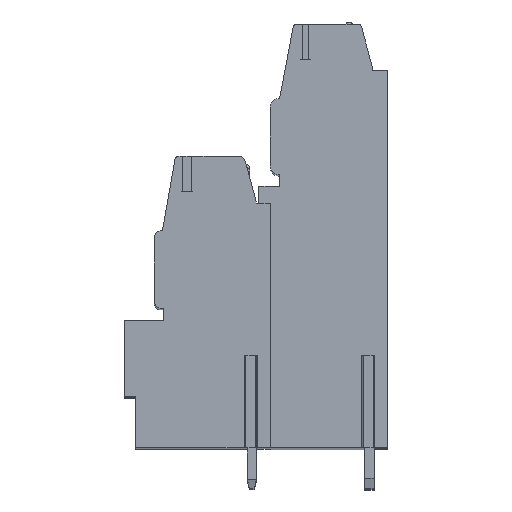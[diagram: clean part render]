
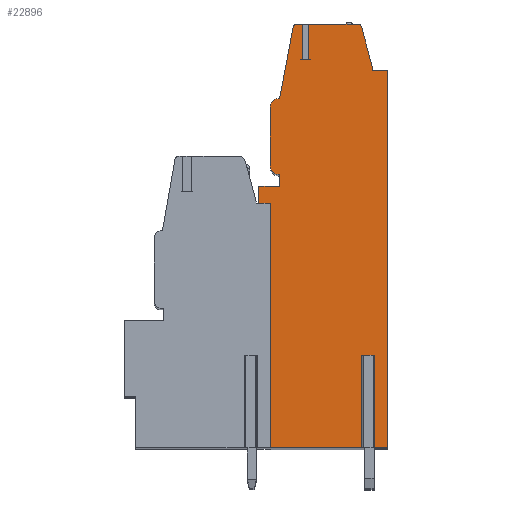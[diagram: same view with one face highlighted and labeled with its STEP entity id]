
A CAD part, top view. The second image highlights one B-rep face of the part: STEP entity #22896.
In plain terms, the highlighted planar face has unit normal (0, 0, 1).
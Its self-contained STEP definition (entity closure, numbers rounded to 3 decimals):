
#13=DIRECTION('',(0.,1.,0.));
#14=VECTOR('',#13,14.45);
#15=CARTESIAN_POINT('',(1.,-19.1,78.74));
#16=LINE('',#15,#14);
#17=DIRECTION('',(0.,-1.,0.));
#18=VECTOR('',#17,1.45);
#19=CARTESIAN_POINT('',(0.,3.5,78.74));
#20=LINE('',#19,#18);
#21=DIRECTION('',(-1.,0.,0.));
#22=VECTOR('',#21,1.8);
#23=CARTESIAN_POINT('',(1.8,3.5,78.74));
#24=LINE('',#23,#22);
#25=DIRECTION('',(0.,-1.,0.));
#26=VECTOR('',#25,1.);
#27=CARTESIAN_POINT('',(1.8,4.5,78.74));
#28=LINE('',#27,#26);
#29=CARTESIAN_POINT('',(1.8,5.3,78.74));
#30=DIRECTION('',(0.,0.,1.));
#31=DIRECTION('',(-1.,0.,0.));
#32=AXIS2_PLACEMENT_3D('',#29,#30,#31);
#34=DIRECTION('',(0.,-1.,0.));
#35=VECTOR('',#34,5.);
#36=CARTESIAN_POINT('',(1.,10.3,78.74));
#37=LINE('',#36,#35);
#38=CARTESIAN_POINT('',(1.8,10.3,78.74));
#39=DIRECTION('',(0.,0.,1.));
#40=DIRECTION('',(0.,1.,0.));
#41=AXIS2_PLACEMENT_3D('',#38,#39,#40);
#43=DIRECTION('',(-0.186,-0.983,0.));
#44=VECTOR('',#43,6.265);
#45=CARTESIAN_POINT('',(2.964,17.256,78.74));
#46=LINE('',#45,#44);
#47=CARTESIAN_POINT('',(3.259,17.2,78.74));
#48=DIRECTION('',(0.,0.,1.));
#49=DIRECTION('',(0.,1.,0.));
#50=AXIS2_PLACEMENT_3D('',#47,#48,#49);
#52=DIRECTION('',(-1.,0.,0.));
#53=VECTOR('',#52,0.551);
#54=CARTESIAN_POINT('',(3.81,17.5,78.74));
#55=LINE('',#54,#53);
#56=DIRECTION('',(0.,-1.,0.));
#57=VECTOR('',#56,3.05);
#58=CARTESIAN_POINT('',(3.81,17.5,78.74));
#59=LINE('',#58,#57);
#60=DIRECTION('',(1.,0.,0.));
#61=VECTOR('',#60,0.5);
#62=CARTESIAN_POINT('',(3.81,14.45,78.74));
#63=LINE('',#62,#61);
#64=DIRECTION('',(0.,-1.,0.));
#65=VECTOR('',#64,3.05);
#66=CARTESIAN_POINT('',(4.31,17.5,78.74));
#67=LINE('',#66,#65);
#68=DIRECTION('',(-1.,0.,0.));
#69=VECTOR('',#68,4.27);
#70=CARTESIAN_POINT('',(8.58,17.5,78.74));
#71=LINE('',#70,#69);
#72=CARTESIAN_POINT('',(8.58,17.2,78.74));
#73=DIRECTION('',(0.,0.,1.));
#74=DIRECTION('',(0.965,0.261,0.));
#75=AXIS2_PLACEMENT_3D('',#72,#73,#74);
#77=DIRECTION('',(-0.261,0.965,0.));
#78=VECTOR('',#77,3.539);
#79=CARTESIAN_POINT('',(9.792,13.861,78.74));
#80=LINE('',#79,#78);
#81=DIRECTION('',(-0.035,0.999,0.));
#82=VECTOR('',#81,0.361);
#83=CARTESIAN_POINT('',(9.805,13.5,78.74));
#84=LINE('',#83,#82);
#85=DIRECTION('',(-1.,0.,0.));
#86=VECTOR('',#85,1.355);
#87=CARTESIAN_POINT('',(11.16,13.5,78.74));
#88=LINE('',#87,#86);
#89=DIRECTION('',(0.,1.,0.));
#90=VECTOR('',#89,32.6);
#91=CARTESIAN_POINT('',(11.16,-19.1,78.74));
#92=LINE('',#91,#90);
#93=DIRECTION('',(1.,0.,0.));
#94=VECTOR('',#93,1.39);
#95=CARTESIAN_POINT('',(9.77,-19.1,78.74));
#96=LINE('',#95,#94);
#97=DIRECTION('',(0.,1.,0.));
#98=VECTOR('',#97,8.);
#99=CARTESIAN_POINT('',(9.77,-19.1,78.74));
#100=LINE('',#99,#98);
#101=DIRECTION('',(-1.,0.,0.));
#102=VECTOR('',#101,0.62);
#103=CARTESIAN_POINT('',(9.77,-11.1,78.74));
#104=LINE('',#103,#102);
#105=DIRECTION('',(0.,1.,0.));
#106=VECTOR('',#105,8.);
#107=CARTESIAN_POINT('',(9.15,-19.1,78.74));
#108=LINE('',#107,#106);
#109=DIRECTION('',(1.,0.,0.));
#110=VECTOR('',#109,8.15);
#111=CARTESIAN_POINT('',(1.,-19.1,78.74));
#112=LINE('',#111,#110);
#133=DIRECTION('',(-1.,0.,0.));
#134=VECTOR('',#133,1.195);
#135=CARTESIAN_POINT('',(1.,-4.65,78.74));
#136=LINE('',#135,#134);
#141=DIRECTION('',(-1.,0.,0.));
#142=VECTOR('',#141,0.195);
#143=CARTESIAN_POINT('',(0.,2.05,78.74));
#144=LINE('',#143,#142);
#789=DIRECTION('',(0.,-1.,0.));
#790=VECTOR('',#789,6.7);
#791=CARTESIAN_POINT('',(-0.195,2.05,78.74));
#792=LINE('',#791,#790);
#17973=CARTESIAN_POINT('',(11.16,-19.1,78.74));
#17974=CARTESIAN_POINT('',(11.16,13.5,78.74));
#17975=VERTEX_POINT('',#17973);
#17976=VERTEX_POINT('',#17974);
#17977=CARTESIAN_POINT('',(9.805,13.5,78.74));
#17978=VERTEX_POINT('',#17977);
#17979=CARTESIAN_POINT('',(9.792,13.861,78.74));
#17980=VERTEX_POINT('',#17979);
#17981=CARTESIAN_POINT('',(8.87,17.278,78.74));
#17982=VERTEX_POINT('',#17981);
#17983=CARTESIAN_POINT('',(8.58,17.5,78.74));
#17984=VERTEX_POINT('',#17983);
#17985=CARTESIAN_POINT('',(3.259,17.5,78.74));
#17986=CARTESIAN_POINT('',(2.964,17.256,78.74));
#17987=VERTEX_POINT('',#17985);
#17988=VERTEX_POINT('',#17986);
#17989=CARTESIAN_POINT('',(1.8,11.1,78.74));
#17990=VERTEX_POINT('',#17989);
#17991=CARTESIAN_POINT('',(1.,10.3,78.74));
#17992=VERTEX_POINT('',#17991);
#17993=CARTESIAN_POINT('',(1.,5.3,78.74));
#17994=VERTEX_POINT('',#17993);
#17995=CARTESIAN_POINT('',(1.8,4.5,78.74));
#17996=VERTEX_POINT('',#17995);
#17997=CARTESIAN_POINT('',(1.8,3.5,78.74));
#17998=VERTEX_POINT('',#17997);
#17999=CARTESIAN_POINT('',(0.,3.5,78.74));
#18000=VERTEX_POINT('',#17999);
#18105=CARTESIAN_POINT('',(1.,-19.1,78.74));
#18106=VERTEX_POINT('',#18105);
#18131=CARTESIAN_POINT('',(9.77,-11.1,78.74));
#18132=CARTESIAN_POINT('',(9.15,-11.1,78.74));
#18133=VERTEX_POINT('',#18131);
#18134=VERTEX_POINT('',#18132);
#18135=CARTESIAN_POINT('',(9.77,-19.1,78.74));
#18136=VERTEX_POINT('',#18135);
#18137=CARTESIAN_POINT('',(9.15,-19.1,78.74));
#18138=VERTEX_POINT('',#18137);
#18175=CARTESIAN_POINT('',(3.81,14.45,78.74));
#18176=CARTESIAN_POINT('',(4.31,14.45,78.74));
#18177=VERTEX_POINT('',#18175);
#18178=VERTEX_POINT('',#18176);
#18179=CARTESIAN_POINT('',(4.31,17.5,78.74));
#18180=VERTEX_POINT('',#18179);
#18181=CARTESIAN_POINT('',(3.81,17.5,78.74));
#18182=VERTEX_POINT('',#18181);
#18567=CARTESIAN_POINT('',(-0.195,-4.65,78.74));
#18569=VERTEX_POINT('',#18567);
#18571=CARTESIAN_POINT('',(0.,2.05,78.74));
#18572=CARTESIAN_POINT('',(-0.195,2.05,78.74));
#18573=VERTEX_POINT('',#18571);
#18574=VERTEX_POINT('',#18572);
#18579=CARTESIAN_POINT('',(1.,-4.65,78.74));
#18581=VERTEX_POINT('',#18579);
#22835=CARTESIAN_POINT('',(0.,0.,78.74));
#22836=DIRECTION('',(0.,0.,1.));
#22837=DIRECTION('',(1.,0.,0.));
#22838=AXIS2_PLACEMENT_3D('',#22835,#22836,#22837);
#22839=PLANE('',#22838);
#22841=ORIENTED_EDGE('',*,*,#22840,.T.);
#22843=ORIENTED_EDGE('',*,*,#22842,.T.);
#22845=ORIENTED_EDGE('',*,*,#22844,.F.);
#22847=ORIENTED_EDGE('',*,*,#22846,.F.);
#22849=ORIENTED_EDGE('',*,*,#22848,.F.);
#22851=ORIENTED_EDGE('',*,*,#22850,.F.);
#22853=ORIENTED_EDGE('',*,*,#22852,.F.);
#22855=ORIENTED_EDGE('',*,*,#22854,.F.);
#22857=ORIENTED_EDGE('',*,*,#22856,.F.);
#22859=ORIENTED_EDGE('',*,*,#22858,.F.);
#22861=ORIENTED_EDGE('',*,*,#22860,.F.);
#22863=ORIENTED_EDGE('',*,*,#22862,.F.);
#22865=ORIENTED_EDGE('',*,*,#22864,.F.);
#22867=ORIENTED_EDGE('',*,*,#22866,.T.);
#22869=ORIENTED_EDGE('',*,*,#22868,.T.);
#22871=ORIENTED_EDGE('',*,*,#22870,.F.);
#22873=ORIENTED_EDGE('',*,*,#22872,.F.);
#22875=ORIENTED_EDGE('',*,*,#22874,.F.);
#22877=ORIENTED_EDGE('',*,*,#22876,.F.);
#22879=ORIENTED_EDGE('',*,*,#22878,.F.);
#22881=ORIENTED_EDGE('',*,*,#22880,.F.);
#22883=ORIENTED_EDGE('',*,*,#22882,.F.);
#22885=ORIENTED_EDGE('',*,*,#22884,.F.);
#22887=ORIENTED_EDGE('',*,*,#22886,.T.);
#22889=ORIENTED_EDGE('',*,*,#22888,.T.);
#22891=ORIENTED_EDGE('',*,*,#22890,.F.);
#22893=ORIENTED_EDGE('',*,*,#22892,.F.);
#22894=EDGE_LOOP('',(#22841,#22843,#22845,#22847,#22849,#22851,#22853,#22855,
#22857,#22859,#22861,#22863,#22865,#22867,#22869,#22871,#22873,#22875,#22877,
#22879,#22881,#22883,#22885,#22887,#22889,#22891,#22893));
#22895=FACE_OUTER_BOUND('',#22894,.F.);
#33=CIRCLE('',#32,0.8);
#42=CIRCLE('',#41,0.8);
#51=CIRCLE('',#50,0.3);
#76=CIRCLE('',#75,0.3);
#22840=EDGE_CURVE('',#18106,#18581,#16,.T.);
#22842=EDGE_CURVE('',#18581,#18569,#136,.T.);
#22844=EDGE_CURVE('',#18574,#18569,#792,.T.);
#22846=EDGE_CURVE('',#18573,#18574,#144,.T.);
#22848=EDGE_CURVE('',#18000,#18573,#20,.T.);
#22850=EDGE_CURVE('',#17998,#18000,#24,.T.);
#22852=EDGE_CURVE('',#17996,#17998,#28,.T.);
#22854=EDGE_CURVE('',#17994,#17996,#33,.T.);
#22856=EDGE_CURVE('',#17992,#17994,#37,.T.);
#22858=EDGE_CURVE('',#17990,#17992,#42,.T.);
#22860=EDGE_CURVE('',#17988,#17990,#46,.T.);
#22862=EDGE_CURVE('',#17987,#17988,#51,.T.);
#22864=EDGE_CURVE('',#18182,#17987,#55,.T.);
#22866=EDGE_CURVE('',#18182,#18177,#59,.T.);
#22868=EDGE_CURVE('',#18177,#18178,#63,.T.);
#22870=EDGE_CURVE('',#18180,#18178,#67,.T.);
#22872=EDGE_CURVE('',#17984,#18180,#71,.T.);
#22874=EDGE_CURVE('',#17982,#17984,#76,.T.);
#22876=EDGE_CURVE('',#17980,#17982,#80,.T.);
#22878=EDGE_CURVE('',#17978,#17980,#84,.T.);
#22880=EDGE_CURVE('',#17976,#17978,#88,.T.);
#22882=EDGE_CURVE('',#17975,#17976,#92,.T.);
#22884=EDGE_CURVE('',#18136,#17975,#96,.T.);
#22886=EDGE_CURVE('',#18136,#18133,#100,.T.);
#22888=EDGE_CURVE('',#18133,#18134,#104,.T.);
#22890=EDGE_CURVE('',#18138,#18134,#108,.T.);
#22892=EDGE_CURVE('',#18106,#18138,#112,.T.);
#22896=ADVANCED_FACE('',(#22895),#22839,.T.);
